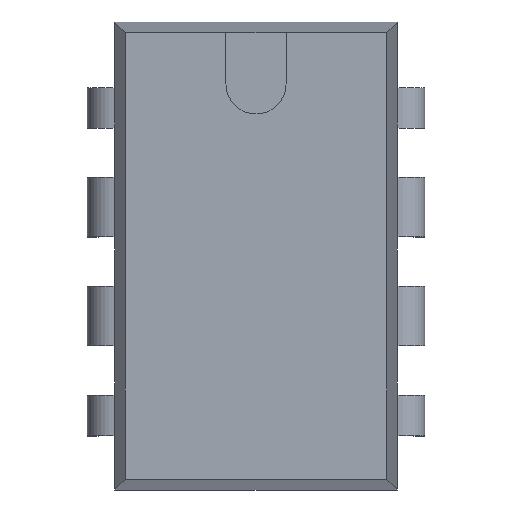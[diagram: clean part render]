
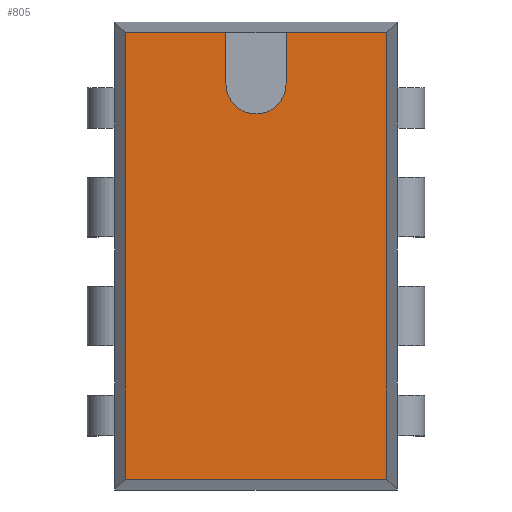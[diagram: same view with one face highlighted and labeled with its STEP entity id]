
A CAD part, top view. The second image highlights one B-rep face of the part: STEP entity #805.
In plain terms, the highlighted planar face has unit normal (0, 0, 1).
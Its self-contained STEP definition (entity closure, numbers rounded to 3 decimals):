
#438 = EDGE_CURVE ( 'NONE', #451, #452, #2160, .T. ) ;
#439 = ORIENTED_EDGE ( 'NONE', *, *, #440, .F. ) ;
#440 = EDGE_CURVE ( 'NONE', #449, #451, #2153, .T. ) ;
#441 = EDGE_CURVE ( 'NONE', #442, #449, #2149, .T. ) ;
#442 = VERTEX_POINT ( 'NONE', #2144 ) ;
#443 = VERTEX_POINT ( 'NONE', #2143 ) ;
#444 = ORIENTED_EDGE ( 'NONE', *, *, #438, .F. ) ;
#449 = VERTEX_POINT ( 'NONE', #2138 ) ;
#450 = ORIENTED_EDGE ( 'NONE', *, *, #441, .F. ) ;
#451 = VERTEX_POINT ( 'NONE', #2137 ) ;
#452 = VERTEX_POINT ( 'NONE', #2136 ) ;
#610 = ORIENTED_EDGE ( 'NONE', *, *, #611, .F. ) ;
#611 = EDGE_CURVE ( 'NONE', #443, #442, #2402, .T. ) ;
#612 = ORIENTED_EDGE ( 'NONE', *, *, #613, .F. ) ;
#613 = EDGE_CURVE ( 'NONE', #829, #443, #2460, .T. ) ;
#614 = ORIENTED_EDGE ( 'NONE', *, *, #828, .T. ) ;
#615 = ORIENTED_EDGE ( 'NONE', *, *, #616, .T. ) ;
#616 = EDGE_CURVE ( 'NONE', #826, #617, #2456, .T. ) ;
#617 = VERTEX_POINT ( 'NONE', #2452 ) ;
#618 = ORIENTED_EDGE ( 'NONE', *, *, #619, .F. ) ;
#619 = EDGE_CURVE ( 'NONE', #452, #617, #2451, .T. ) ;
#805 = ADVANCED_FACE ( 'NONE', ( #4177 ), #4203, .F. ) ;
#806 = EDGE_LOOP ( 'NONE', ( #444, #439, #450, #610, #612, #614, #615, #618 ) ) ;
#826 = VERTEX_POINT ( 'NONE', #4099 ) ;
#828 = EDGE_CURVE ( 'NONE', #829, #826, #4098, .T. ) ;
#829 = VERTEX_POINT ( 'NONE', #4094 ) ;
#2136 = CARTESIAN_POINT ( 'NONE',  ( 3.05, 5.21, 5.08 ) ) ;
#2137 = CARTESIAN_POINT ( 'NONE',  ( 0.7, 5.21, 5.08 ) ) ;
#2138 = CARTESIAN_POINT ( 'NONE',  ( 0.7, 4.01, 5.08 ) ) ;
#2143 = CARTESIAN_POINT ( 'NONE',  ( -0.7, 5.21, 5.08 ) ) ;
#2144 = CARTESIAN_POINT ( 'NONE',  ( -0.7, 4.01, 5.08 ) ) ;
#2145 = DIRECTION ( 'NONE',  ( 1., 0., 0. ) ) ;
#2146 = DIRECTION ( 'NONE',  ( 0., 0., 1. ) ) ;
#2147 = CARTESIAN_POINT ( 'NONE',  ( 0., 4.01, 5.08 ) ) ;
#2148 = AXIS2_PLACEMENT_3D ( 'NONE', #2147, #2146, #2145 ) ;
#2149 = CIRCLE ( 'NONE', #2148, 0.7 ) ;
#2150 = DIRECTION ( 'NONE',  ( 0., 1., 0. ) ) ;
#2151 = VECTOR ( 'NONE', #2150, 1000. ) ;
#2152 = CARTESIAN_POINT ( 'NONE',  ( 0.7, 4.01, 5.08 ) ) ;
#2153 = LINE ( 'NONE', #2152, #2151 ) ;
#2154 = DIRECTION ( 'NONE',  ( 1., 0., 0. ) ) ;
#2155 = VECTOR ( 'NONE', #2154, 1000. ) ;
#2156 = CARTESIAN_POINT ( 'NONE',  ( -3.3, 5.21, 5.08 ) ) ;
#2160 = LINE ( 'NONE', #2156, #2155 ) ;
#2399 = DIRECTION ( 'NONE',  ( 0., -1., 0. ) ) ;
#2400 = VECTOR ( 'NONE', #2399, 1000. ) ;
#2401 = CARTESIAN_POINT ( 'NONE',  ( -0.7, 5.21, 5.08 ) ) ;
#2402 = LINE ( 'NONE', #2401, #2400 ) ;
#2448 = DIRECTION ( 'NONE',  ( 0., -1., 0. ) ) ;
#2449 = VECTOR ( 'NONE', #2448, 1000. ) ;
#2450 = CARTESIAN_POINT ( 'NONE',  ( 3.05, 5.46, 5.08 ) ) ;
#2451 = LINE ( 'NONE', #2450, #2449 ) ;
#2452 = CARTESIAN_POINT ( 'NONE',  ( 3.05, -5.21, 5.08 ) ) ;
#2453 = DIRECTION ( 'NONE',  ( 1., 0., 0. ) ) ;
#2454 = VECTOR ( 'NONE', #2453, 1000. ) ;
#2455 = CARTESIAN_POINT ( 'NONE',  ( -3.3, -5.21, 5.08 ) ) ;
#2456 = LINE ( 'NONE', #2455, #2454 ) ;
#2457 = DIRECTION ( 'NONE',  ( 1., 0., 0. ) ) ;
#2458 = VECTOR ( 'NONE', #2457, 1000. ) ;
#2459 = CARTESIAN_POINT ( 'NONE',  ( -3.3, 5.21, 5.08 ) ) ;
#2460 = LINE ( 'NONE', #2459, #2458 ) ;
#4094 = CARTESIAN_POINT ( 'NONE',  ( -3.05, 5.21, 5.08 ) ) ;
#4095 = DIRECTION ( 'NONE',  ( 0., -1., 0. ) ) ;
#4096 = VECTOR ( 'NONE', #4095, 1000. ) ;
#4097 = CARTESIAN_POINT ( 'NONE',  ( -3.05, 5.46, 5.08 ) ) ;
#4098 = LINE ( 'NONE', #4097, #4096 ) ;
#4099 = CARTESIAN_POINT ( 'NONE',  ( -3.05, -5.21, 5.08 ) ) ;
#4124 = DIRECTION ( 'NONE',  ( -1., 0., 0. ) ) ;
#4125 = DIRECTION ( 'NONE',  ( 0., 0., -1. ) ) ;
#4126 = CARTESIAN_POINT ( 'NONE',  ( -3.05, 5.46, 5.08 ) ) ;
#4127 = AXIS2_PLACEMENT_3D ( 'NONE', #4126, #4125, #4124 ) ;
#4177 = FACE_OUTER_BOUND ( 'NONE', #806, .T. ) ;
#4203 = PLANE ( 'NONE',  #4127 ) ;
